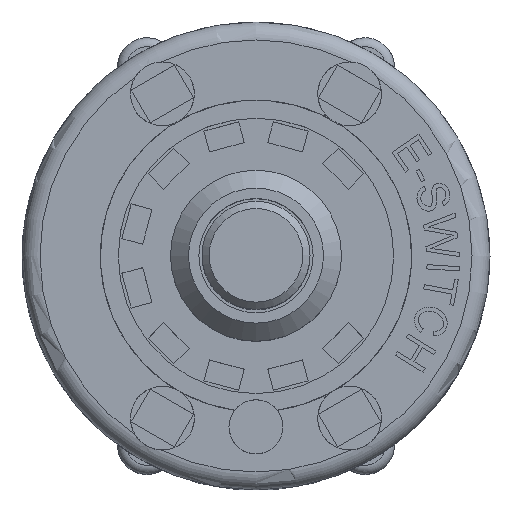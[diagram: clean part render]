
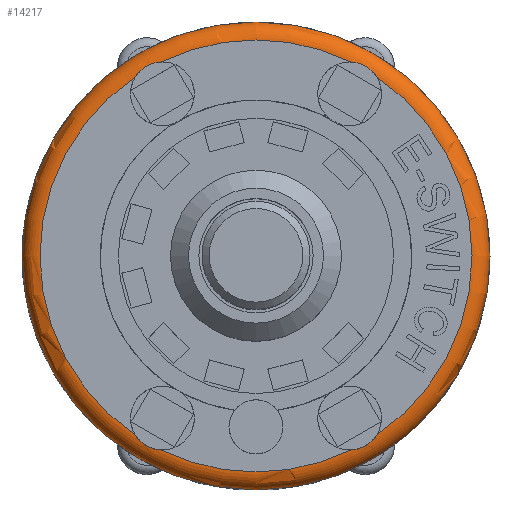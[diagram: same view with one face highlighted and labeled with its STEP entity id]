
A CAD part, top view. The second image highlights one B-rep face of the part: STEP entity #14217.
In plain terms, the highlighted toroidal (fillet/blend) face has major radius 12 mm and minor radius 1 mm.
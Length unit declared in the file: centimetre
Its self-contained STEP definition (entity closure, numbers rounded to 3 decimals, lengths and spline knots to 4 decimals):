
#30=TOROIDAL_SURFACE('',#14978,1.2,0.1);
#380=B_SPLINE_CURVE_WITH_KNOTS('',3,(#24303,#24304,#24305,#24306,#24307,
#24308,#24309,#24310,#24311,#24312,#24313,#24314),.UNSPECIFIED.,.F.,.F.,
(4,2,2,2,2,4),(-0.2692,-0.2446,-0.216,
-0.1921,-0.1645,-0.1357),.UNSPECIFIED.);
#381=B_SPLINE_CURVE_WITH_KNOTS('',3,(#24326,#24327,#24328,#24329,#24330,
#24331,#24332,#24333,#24334,#24335,#24336,#24337),.UNSPECIFIED.,.F.,.F.,
(4,2,2,2,2,4),(-0.2692,-0.2446,-0.216,
-0.1921,-0.1645,-0.1357),.UNSPECIFIED.);
#382=B_SPLINE_CURVE_WITH_KNOTS('',3,(#24354,#24355,#24356,#24357,#24358,
#24359,#24360,#24361,#24362,#24363,#24364,#24365),.UNSPECIFIED.,.F.,.F.,
(4,2,2,2,2,4),(-0.2692,-0.2446,-0.216,
-0.1921,-0.1645,-0.1357),.UNSPECIFIED.);
#383=B_SPLINE_CURVE_WITH_KNOTS('',3,(#24387,#24388,#24389,#24390,#24391,
#24392,#24393,#24394,#24395,#24396,#24397,#24398),.UNSPECIFIED.,.F.,.F.,
(4,2,2,2,2,4),(-0.2692,-0.2446,-0.216,
-0.1921,-0.1645,-0.1357),.UNSPECIFIED.);
#1901=FACE_OUTER_BOUND('',#2742,.T.);
#2742=EDGE_LOOP('',(#12994,#12995,#12996,#12997,#12998,#12999,#13000,#13001,
#13002,#13003,#13004,#13005));
#5965=CIRCLE('',#14931,1.3);
#5992=CIRCLE('',#14979,0.1);
#5993=CIRCLE('',#14980,1.2);
#5994=CIRCLE('',#14981,1.2);
#5995=CIRCLE('',#14982,1.2);
#5996=CIRCLE('',#14983,1.2);
#5997=CIRCLE('',#14984,1.2);
#7240=VERTEX_POINT('',#24265);
#7248=VERTEX_POINT('',#24301);
#7249=VERTEX_POINT('',#24302);
#7252=VERTEX_POINT('',#24324);
#7253=VERTEX_POINT('',#24325);
#7258=VERTEX_POINT('',#24352);
#7259=VERTEX_POINT('',#24353);
#7266=VERTEX_POINT('',#24385);
#7267=VERTEX_POINT('',#24386);
#7270=VERTEX_POINT('',#24408);
#9198=EDGE_CURVE('',#7240,#7240,#5965,.T.);
#9216=EDGE_CURVE('',#7248,#7249,#380,.T.);
#9222=EDGE_CURVE('',#7252,#7253,#381,.T.);
#9230=EDGE_CURVE('',#7258,#7259,#382,.T.);
#9240=EDGE_CURVE('',#7266,#7267,#383,.T.);
#9246=EDGE_CURVE('',#7240,#7270,#5992,.T.);
#9247=EDGE_CURVE('',#7270,#7258,#5993,.T.);
#9248=EDGE_CURVE('',#7259,#7252,#5994,.T.);
#9249=EDGE_CURVE('',#7253,#7248,#5995,.T.);
#9250=EDGE_CURVE('',#7249,#7266,#5996,.T.);
#9251=EDGE_CURVE('',#7267,#7270,#5997,.T.);
#12994=ORIENTED_EDGE('',*,*,#9198,.T.);
#12995=ORIENTED_EDGE('',*,*,#9246,.T.);
#12996=ORIENTED_EDGE('',*,*,#9247,.T.);
#12997=ORIENTED_EDGE('',*,*,#9230,.T.);
#12998=ORIENTED_EDGE('',*,*,#9248,.T.);
#12999=ORIENTED_EDGE('',*,*,#9222,.T.);
#13000=ORIENTED_EDGE('',*,*,#9249,.T.);
#13001=ORIENTED_EDGE('',*,*,#9216,.T.);
#13002=ORIENTED_EDGE('',*,*,#9250,.T.);
#13003=ORIENTED_EDGE('',*,*,#9240,.T.);
#13004=ORIENTED_EDGE('',*,*,#9251,.T.);
#13005=ORIENTED_EDGE('',*,*,#9246,.F.);
#14217=ADVANCED_FACE('',(#1901),#30,.T.);
#14931=AXIS2_PLACEMENT_3D('',#24266,#17682,#17683);
#14978=AXIS2_PLACEMENT_3D('',#24407,#17793,#17794);
#14979=AXIS2_PLACEMENT_3D('',#24409,#17795,#17796);
#14980=AXIS2_PLACEMENT_3D('',#24410,#17797,#17798);
#14981=AXIS2_PLACEMENT_3D('',#24411,#17799,#17800);
#14982=AXIS2_PLACEMENT_3D('',#24412,#17801,#17802);
#14983=AXIS2_PLACEMENT_3D('',#24413,#17803,#17804);
#14984=AXIS2_PLACEMENT_3D('',#24414,#17805,#17806);
#17682=DIRECTION('center_axis',(0.,0.,1.));
#17683=DIRECTION('ref_axis',(-1.,0.,0.));
#17793=DIRECTION('center_axis',(0.,0.,-1.));
#17794=DIRECTION('ref_axis',(-1.,0.,0.));
#17795=DIRECTION('center_axis',(0.,-1.,0.));
#17796=DIRECTION('ref_axis',(1.,0.,0.));
#17797=DIRECTION('center_axis',(0.,0.,-1.));
#17798=DIRECTION('ref_axis',(-1.,0.,0.));
#17799=DIRECTION('center_axis',(0.,0.,-1.));
#17800=DIRECTION('ref_axis',(-1.,0.,0.));
#17801=DIRECTION('center_axis',(0.,0.,-1.));
#17802=DIRECTION('ref_axis',(-1.,0.,0.));
#17803=DIRECTION('center_axis',(0.,0.,-1.));
#17804=DIRECTION('ref_axis',(-1.,0.,0.));
#17805=DIRECTION('center_axis',(0.,0.,-1.));
#17806=DIRECTION('ref_axis',(-1.,0.,0.));
#24265=CARTESIAN_POINT('',(1.3,0.,0.95));
#24266=CARTESIAN_POINT('Origin',(0.,0.,0.95));
#24301=CARTESIAN_POINT('',(-0.67,0.9955,1.05));
#24302=CARTESIAN_POINT('',(-0.5271,1.078,1.05));
#24303=CARTESIAN_POINT('Ctrl Pts',(-0.67,0.9955,
1.05));
#24304=CARTESIAN_POINT('Ctrl Pts',(-0.6646,1.0041,
1.05));
#24305=CARTESIAN_POINT('Ctrl Pts',(-0.6583,1.0124,
1.0498));
#24306=CARTESIAN_POINT('Ctrl Pts',(-0.6428,1.0294,
1.0491));
#24307=CARTESIAN_POINT('Ctrl Pts',(-0.6335,1.0377,
1.0488));
#24308=CARTESIAN_POINT('Ctrl Pts',(-0.615,1.051,1.0484));
#24309=CARTESIAN_POINT('Ctrl Pts',(-0.6061,1.0563,
1.0484));
#24310=CARTESIAN_POINT('Ctrl Pts',(-0.5859,1.0659,1.0487));
#24311=CARTESIAN_POINT('Ctrl Pts',(-0.5747,1.07,1.049));
#24312=CARTESIAN_POINT('Ctrl Pts',(-0.551,1.0759,1.0497));
#24313=CARTESIAN_POINT('Ctrl Pts',(-0.539,1.0775,
1.05));
#24314=CARTESIAN_POINT('Ctrl Pts',(-0.5271,1.078,
1.05));
#24324=CARTESIAN_POINT('',(-0.5271,-1.078,1.05));
#24325=CARTESIAN_POINT('',(-0.67,-0.9955,1.05));
#24326=CARTESIAN_POINT('Ctrl Pts',(-0.5271,-1.078,
1.05));
#24327=CARTESIAN_POINT('Ctrl Pts',(-0.5373,-1.0776,
1.05));
#24328=CARTESIAN_POINT('Ctrl Pts',(-0.5476,-1.0763,
1.0498));
#24329=CARTESIAN_POINT('Ctrl Pts',(-0.5701,-1.0714,1.0491));
#24330=CARTESIAN_POINT('Ctrl Pts',(-0.5819,-1.0675,
1.0488));
#24331=CARTESIAN_POINT('Ctrl Pts',(-0.6027,-1.0581,
1.0484));
#24332=CARTESIAN_POINT('Ctrl Pts',(-0.6117,-1.053,
1.0484));
#24333=CARTESIAN_POINT('Ctrl Pts',(-0.6301,-1.0404,
1.0487));
#24334=CARTESIAN_POINT('Ctrl Pts',(-0.6393,-1.0327,
1.049));
#24335=CARTESIAN_POINT('Ctrl Pts',(-0.6562,-1.0151,
1.0497));
#24336=CARTESIAN_POINT('Ctrl Pts',(-0.6637,-1.0055,
1.05));
#24337=CARTESIAN_POINT('Ctrl Pts',(-0.67,-0.9955,
1.05));
#24352=CARTESIAN_POINT('',(0.67,-0.9955,1.05));
#24353=CARTESIAN_POINT('',(0.5271,-1.078,1.05));
#24354=CARTESIAN_POINT('Ctrl Pts',(0.67,-0.9955,
1.05));
#24355=CARTESIAN_POINT('Ctrl Pts',(0.6646,-1.0041,
1.05));
#24356=CARTESIAN_POINT('Ctrl Pts',(0.6583,-1.0124,
1.0498));
#24357=CARTESIAN_POINT('Ctrl Pts',(0.6428,-1.0294,
1.0491));
#24358=CARTESIAN_POINT('Ctrl Pts',(0.6335,-1.0377,
1.0488));
#24359=CARTESIAN_POINT('Ctrl Pts',(0.615,-1.051,
1.0484));
#24360=CARTESIAN_POINT('Ctrl Pts',(0.6061,-1.0563,
1.0484));
#24361=CARTESIAN_POINT('Ctrl Pts',(0.5859,-1.0659,1.0487));
#24362=CARTESIAN_POINT('Ctrl Pts',(0.5747,-1.07,1.049));
#24363=CARTESIAN_POINT('Ctrl Pts',(0.551,-1.0759,
1.0497));
#24364=CARTESIAN_POINT('Ctrl Pts',(0.539,-1.0775,
1.05));
#24365=CARTESIAN_POINT('Ctrl Pts',(0.5271,-1.078,
1.05));
#24385=CARTESIAN_POINT('',(0.5271,1.078,1.05));
#24386=CARTESIAN_POINT('',(0.67,0.9955,1.05));
#24387=CARTESIAN_POINT('Ctrl Pts',(0.5271,1.078,1.05));
#24388=CARTESIAN_POINT('Ctrl Pts',(0.5373,1.0776,1.05));
#24389=CARTESIAN_POINT('Ctrl Pts',(0.5476,1.0763,1.0498));
#24390=CARTESIAN_POINT('Ctrl Pts',(0.5701,1.0714,1.0491));
#24391=CARTESIAN_POINT('Ctrl Pts',(0.5819,1.0675,1.0488));
#24392=CARTESIAN_POINT('Ctrl Pts',(0.6027,1.0581,1.0484));
#24393=CARTESIAN_POINT('Ctrl Pts',(0.6117,1.053,1.0484));
#24394=CARTESIAN_POINT('Ctrl Pts',(0.6301,1.0404,1.0487));
#24395=CARTESIAN_POINT('Ctrl Pts',(0.6393,1.0327,1.049));
#24396=CARTESIAN_POINT('Ctrl Pts',(0.6562,1.0151,1.0497));
#24397=CARTESIAN_POINT('Ctrl Pts',(0.6637,1.0055,1.05));
#24398=CARTESIAN_POINT('Ctrl Pts',(0.67,0.9955,
1.05));
#24407=CARTESIAN_POINT('Origin',(0.,0.,0.95));
#24408=CARTESIAN_POINT('',(1.2,0.,1.05));
#24409=CARTESIAN_POINT('Origin',(1.2,0.,0.95));
#24410=CARTESIAN_POINT('Origin',(0.,0.,1.05));
#24411=CARTESIAN_POINT('Origin',(0.,0.,1.05));
#24412=CARTESIAN_POINT('Origin',(0.,0.,1.05));
#24413=CARTESIAN_POINT('Origin',(0.,0.,1.05));
#24414=CARTESIAN_POINT('Origin',(0.,0.,1.05));
